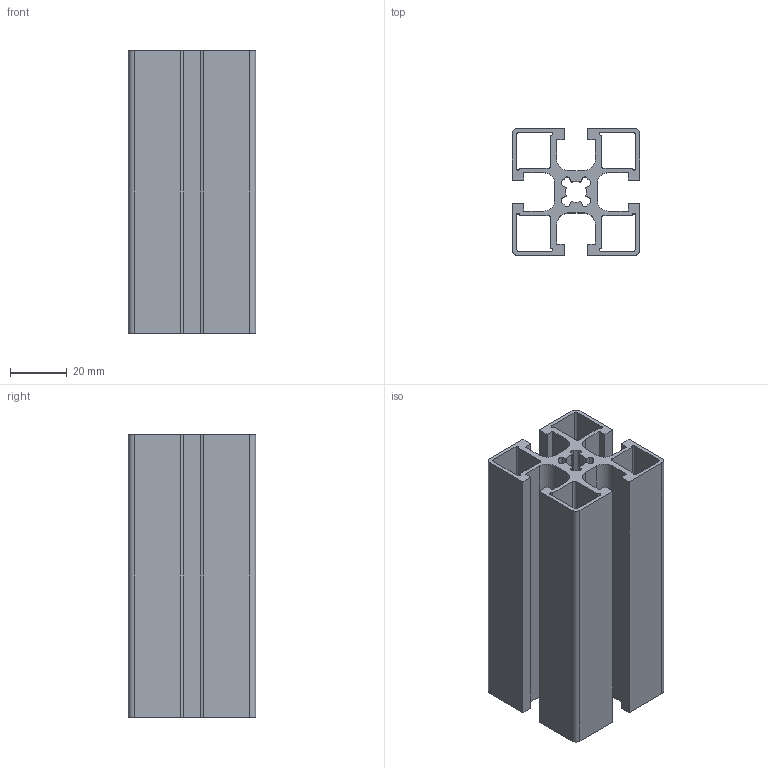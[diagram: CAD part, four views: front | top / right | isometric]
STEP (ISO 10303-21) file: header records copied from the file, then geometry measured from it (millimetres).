
FILE_DESCRIPTION((''),'2;1');
FILE_NAME('K_104545E_100.stp','2013-02-18T10:51:30',('VeronikaF'),(''),'Autodesk Inventor 2011','Autodesk Inventor 2011','');
FILE_SCHEMA(('AUTOMOTIVE_DESIGN { 1 0 10303 214 1 1 1 1 }'));
Length unit declared in the file: millimetre
Products named in the file (1): 104545E
Bounding box: 45 x 45 x 100 mm (x, y, z)
Volume: 60860.5 mm3; surface area: 58720.8 mm2
Topology: 1 solids, 1 shells, 114 faces, 336 edges, 224 vertices
Faces by surface type: plane 62, cylinder 52
Entity records: 3870 total; most frequent: CARTESIAN_POINT 675, ORIENTED_EDGE 672, DIRECTION 670, EDGE_CURVE 336, VECTOR 232, LINE 232, VERTEX_POINT 224, AXIS2_PLACEMENT_3D 219
